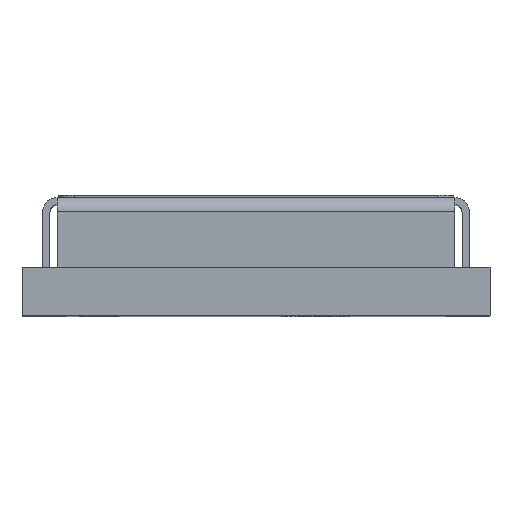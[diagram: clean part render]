
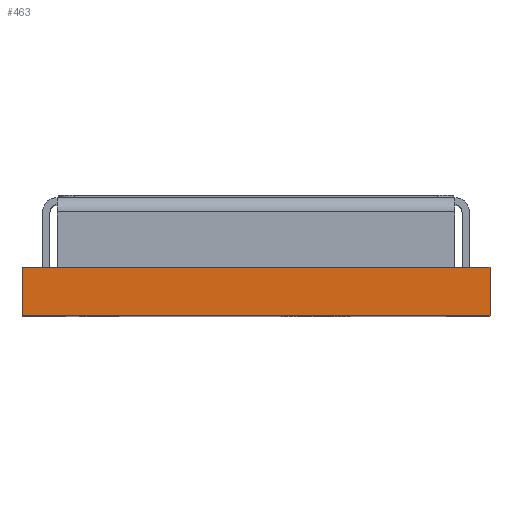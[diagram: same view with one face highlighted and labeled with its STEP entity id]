
A CAD part, top view. The second image highlights one B-rep face of the part: STEP entity #463.
In plain terms, the highlighted planar face has unit normal (0, 0, 1).
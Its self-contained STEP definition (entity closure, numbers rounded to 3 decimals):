
#463 = ADVANCED_FACE ( 'NONE', ( #29612 ), #28954, .T. ) ;
#1222 = CARTESIAN_POINT ( 'NONE',  ( -4.85, 0., 5.05 ) ) ;
#1461 = CARTESIAN_POINT ( 'NONE',  ( 4.85, 1., 5.05 ) ) ;
#1471 = VECTOR ( 'NONE', #17513, 1000. ) ;
#1858 = DIRECTION ( 'NONE',  ( 0., -1., 0. ) ) ;
#2332 = EDGE_CURVE ( 'NONE', #14674, #9429, #16418, .T. ) ;
#2514 = CARTESIAN_POINT ( 'NONE',  ( -4.85, 1., 5.05 ) ) ;
#2592 = AXIS2_PLACEMENT_3D ( 'NONE', #1222, #16567, #26918 ) ;
#4082 = EDGE_CURVE ( 'NONE', #12112, #9429, #18432, .T. ) ;
#4130 = EDGE_CURVE ( 'NONE', #25080, #14674, #4637, .T. ) ;
#4205 = EDGE_CURVE ( 'NONE', #25080, #12112, #22774, .T. ) ;
#4637 = LINE ( 'NONE', #10080, #1471 ) ;
#4945 = ORIENTED_EDGE ( 'NONE', *, *, #2332, .F. ) ;
#4996 = CARTESIAN_POINT ( 'NONE',  ( -4.85, 0., 5.05 ) ) ;
#6418 = CARTESIAN_POINT ( 'NONE',  ( 4.85, 0., 5.05 ) ) ;
#8105 = ORIENTED_EDGE ( 'NONE', *, *, #4082, .T. ) ;
#9278 = CARTESIAN_POINT ( 'NONE',  ( -4.85, 0., 5.05 ) ) ;
#9429 = VERTEX_POINT ( 'NONE', #18343 ) ;
#10080 = CARTESIAN_POINT ( 'NONE',  ( 0., 1., 5.05 ) ) ;
#10440 = EDGE_LOOP ( 'NONE', ( #4945, #32174, #29074, #8105 ) ) ;
#11850 = VECTOR ( 'NONE', #31539, 1000. ) ;
#12112 = VERTEX_POINT ( 'NONE', #9278 ) ;
#13494 = DIRECTION ( 'NONE',  ( 1., 0., 0. ) ) ;
#14468 = VECTOR ( 'NONE', #1858, 1000. ) ;
#14674 = VERTEX_POINT ( 'NONE', #1461 ) ;
#16418 = LINE ( 'NONE', #6418, #11850 ) ;
#16567 = DIRECTION ( 'NONE',  ( 0., 0., 1. ) ) ;
#17513 = DIRECTION ( 'NONE',  ( 1., 0., 0. ) ) ;
#18343 = CARTESIAN_POINT ( 'NONE',  ( 4.85, 0., 5.05 ) ) ;
#18432 = LINE ( 'NONE', #27215, #24219 ) ;
#22774 = LINE ( 'NONE', #4996, #14468 ) ;
#24219 = VECTOR ( 'NONE', #13494, 1000. ) ;
#25080 = VERTEX_POINT ( 'NONE', #2514 ) ;
#26918 = DIRECTION ( 'NONE',  ( 1., 0., 0. ) ) ;
#27215 = CARTESIAN_POINT ( 'NONE',  ( -4.85, 0., 5.05 ) ) ;
#28954 = PLANE ( 'NONE',  #2592 ) ;
#29074 = ORIENTED_EDGE ( 'NONE', *, *, #4205, .T. ) ;
#29612 = FACE_OUTER_BOUND ( 'NONE', #10440, .T. ) ;
#31539 = DIRECTION ( 'NONE',  ( 0., -1., 0. ) ) ;
#32174 = ORIENTED_EDGE ( 'NONE', *, *, #4130, .F. ) ;
